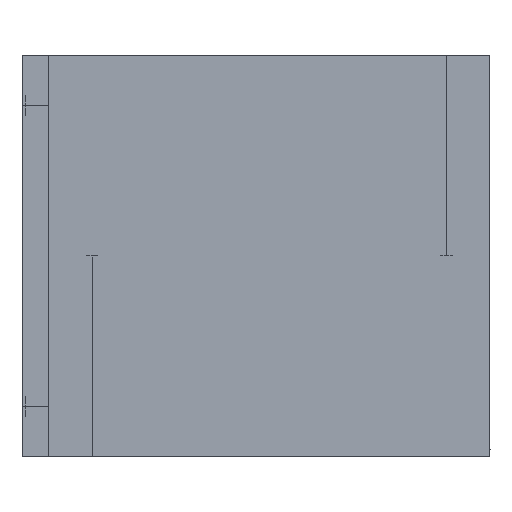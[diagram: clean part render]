
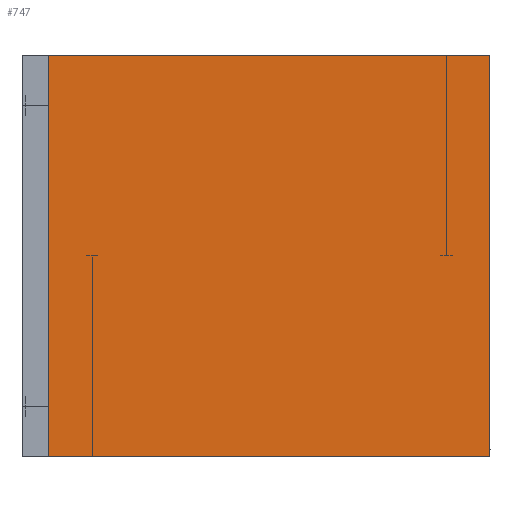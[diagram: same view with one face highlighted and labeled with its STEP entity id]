
A CAD part, left-side view. The second image highlights one B-rep face of the part: STEP entity #747.
In plain terms, the highlighted planar face has unit normal (-1, 0, 0).
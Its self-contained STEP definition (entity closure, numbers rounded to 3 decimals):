
#747=ADVANCED_FACE('',(#1704),#1705,.F.);
#1704=FACE_OUTER_BOUND('',#2880,.T.);
#1705=PLANE('',#2881);
#2880=EDGE_LOOP('',(#5054,#5055,#5056,#5057));
#2881=AXIS2_PLACEMENT_3D('',#5058,#5059,#5060);
#5054=ORIENTED_EDGE('',*,*,#7553,.T.);
#5055=ORIENTED_EDGE('',*,*,#7547,.F.);
#5056=ORIENTED_EDGE('',*,*,#7550,.F.);
#5057=ORIENTED_EDGE('',*,*,#7542,.F.);
#5058=CARTESIAN_POINT('',(-41.5,0.0,0.0));
#5059=DIRECTION('',(1.0,0.0,0.0));
#5060=DIRECTION('',(0.0,0.0,-1.0));
#7542=EDGE_CURVE('',#9197,#9199,#9200,.T.);
#7547=EDGE_CURVE('',#9206,#9208,#9209,.T.);
#7550=EDGE_CURVE('',#9199,#9206,#9212,.T.);
#7553=EDGE_CURVE('',#9197,#9208,#9215,.T.);
#9197=VERTEX_POINT('',#11467);
#9199=VERTEX_POINT('',#11470);
#9200=LINE('',#11471,#11472);
#9206=VERTEX_POINT('',#11480);
#9208=VERTEX_POINT('',#11483);
#9209=LINE('',#11484,#11485);
#9212=LINE('',#11489,#11490);
#9215=LINE('',#11494,#11495);
#11467=CARTESIAN_POINT('',(-41.5,33.0,30.0));
#11470=CARTESIAN_POINT('',(-41.5,-33.0,30.0));
#11471=CARTESIAN_POINT('',(-41.5,0.0,30.0));
#11472=VECTOR('',#13719,1.0);
#11480=CARTESIAN_POINT('',(-41.5,-33.0,-30.0));
#11483=CARTESIAN_POINT('',(-41.5,33.0,-30.0));
#11484=CARTESIAN_POINT('',(-41.5,0.0,-30.0));
#11485=VECTOR('',#13723,1.0);
#11489=CARTESIAN_POINT('',(-41.5,-33.0,0.0));
#11490=VECTOR('',#13725,1.0);
#11494=CARTESIAN_POINT('',(-41.5,33.0,0.0));
#11495=VECTOR('',#13727,1.0);
#13719=DIRECTION('',(0.0,-1.0,0.0));
#13723=DIRECTION('',(0.0,1.0,0.0));
#13725=DIRECTION('',(0.0,0.0,-1.0));
#13727=DIRECTION('',(0.0,0.0,-1.0));
